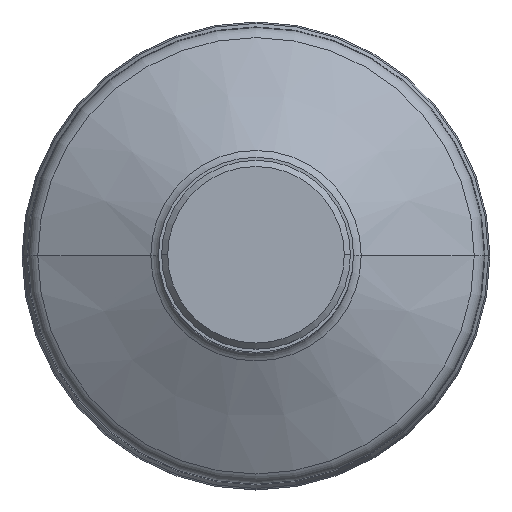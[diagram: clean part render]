
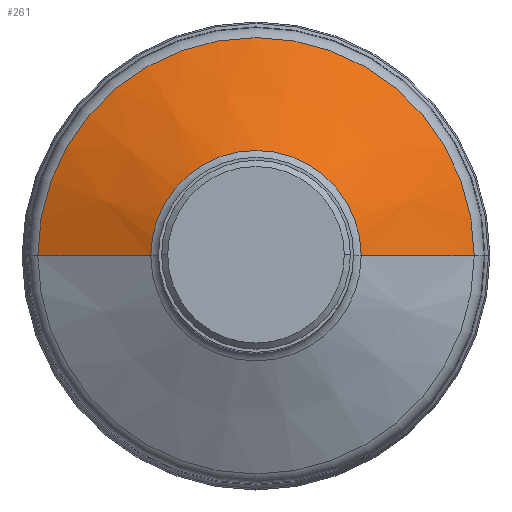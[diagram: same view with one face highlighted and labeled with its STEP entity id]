
A CAD part, top view. The second image highlights one B-rep face of the part: STEP entity #261.
In plain terms, the highlighted conical face has half-angle 63 degrees and reference radius 26.336 mm.
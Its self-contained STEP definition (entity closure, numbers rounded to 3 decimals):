
#261=ADVANCED_FACE('',(#384),#286,.T.);
#286=CONICAL_SURFACE('',#2214,26.336,63.);
#384=FACE_OUTER_BOUND('',#496,.T.);
#496=EDGE_LOOP('',(#912,#913,#914,#915,#916,#917));
#912=ORIENTED_EDGE('',*,*,#1354,.F.);
#913=ORIENTED_EDGE('',*,*,#1355,.F.);
#914=ORIENTED_EDGE('',*,*,#1356,.F.);
#915=ORIENTED_EDGE('',*,*,#1353,.F.);
#916=ORIENTED_EDGE('',*,*,#1352,.F.);
#917=ORIENTED_EDGE('',*,*,#1357,.T.);
#1118=VERTEX_POINT('',#4731);
#1120=VERTEX_POINT('',#4735);
#1121=VERTEX_POINT('',#4739);
#1122=VERTEX_POINT('',#4743);
#1123=VERTEX_POINT('',#4744);
#1124=VERTEX_POINT('',#4746);
#1352=EDGE_CURVE('',#1120,#1121,#1651,.T.);
#1353=EDGE_CURVE('',#1121,#1118,#1652,.T.);
#1354=EDGE_CURVE('',#1122,#1123,#1653,.T.);
#1355=EDGE_CURVE('',#1124,#1122,#1654,.T.);
#1356=EDGE_CURVE('',#1118,#1124,#1822,.T.);
#1357=EDGE_CURVE('',#1120,#1123,#1823,.T.);
#1651=CIRCLE('',#2209,35.533);
#1652=CIRCLE('',#2210,35.533);
#1653=CIRCLE('',#2212,17.138);
#1654=CIRCLE('',#2213,17.138);
#1822=LINE('',#4747,#1846);
#1823=LINE('',#4748,#1847);
#1846=VECTOR('',#2781,1.);
#1847=VECTOR('',#2782,1.);
#2209=AXIS2_PLACEMENT_3D('',#4738,#2771,#2772);
#2210=AXIS2_PLACEMENT_3D('',#4740,#2773,#2774);
#2212=AXIS2_PLACEMENT_3D('',#4742,#2777,#2778);
#2213=AXIS2_PLACEMENT_3D('',#4745,#2779,#2780);
#2214=AXIS2_PLACEMENT_3D('',#4749,#2783,#2784);
#2771=DIRECTION('',(0.,0.,-1.));
#2772=DIRECTION('',(-1.,0.,0.));
#2773=DIRECTION('',(0.,0.,-1.));
#2774=DIRECTION('',(-1.,0.001,0.));
#2777=DIRECTION('',(0.,0.,1.));
#2778=DIRECTION('',(1.,0.001,0.));
#2779=DIRECTION('',(0.,0.,1.));
#2780=DIRECTION('',(1.,0.,0.));
#2781=DIRECTION('',(-0.891,0.,0.454));
#2782=DIRECTION('',(0.891,0.,0.454));
#2783=DIRECTION('',(0.,0.,-1.));
#2784=DIRECTION('',(1.,0.,0.));
#4731=CARTESIAN_POINT('',(35.533,0.,-99.132));
#4735=CARTESIAN_POINT('',(-35.533,0.,-99.132));
#4738=CARTESIAN_POINT('',(0.,0.,-99.132));
#4739=CARTESIAN_POINT('',(-35.533,0.019,-99.132));
#4740=CARTESIAN_POINT('',(0.,0.,-99.132));
#4742=CARTESIAN_POINT('',(0.,0.,-89.76));
#4743=CARTESIAN_POINT('',(17.138,0.01,-89.76));
#4744=CARTESIAN_POINT('',(-17.138,0.,-89.76));
#4745=CARTESIAN_POINT('',(0.,0.,-89.76));
#4746=CARTESIAN_POINT('',(17.138,0.,-89.76));
#4747=CARTESIAN_POINT('',(35.533,0.,-99.132));
#4748=CARTESIAN_POINT('',(-35.533,0.,-99.132));
#4749=CARTESIAN_POINT('',(0.,0.,-94.446));
